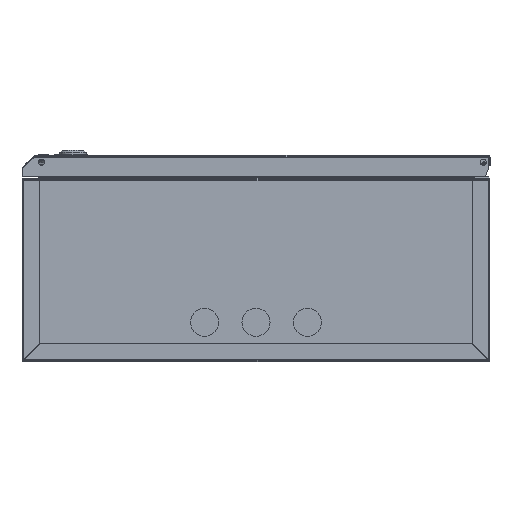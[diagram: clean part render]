
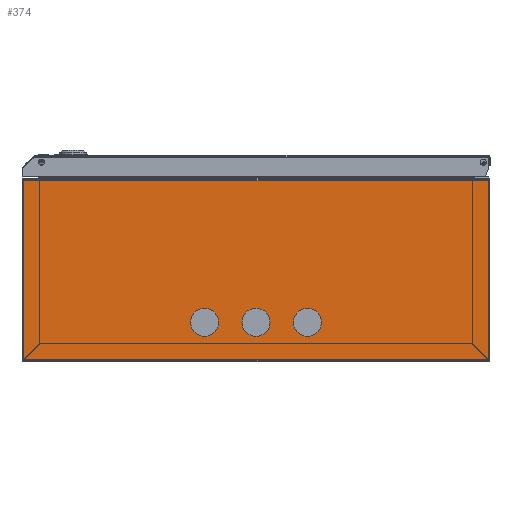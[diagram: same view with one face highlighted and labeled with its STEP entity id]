
A CAD part, front view. The second image highlights one B-rep face of the part: STEP entity #374.
In plain terms, the highlighted face is planar.
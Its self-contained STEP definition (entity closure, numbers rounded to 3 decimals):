
#72 = DIRECTION ( 'NONE',  ( -1., 0., 0. ) ) ;
#307 = DIRECTION ( 'NONE',  ( 0., 1., 0. ) ) ;
#374 = ADVANCED_FACE ( 'NONE', ( #19738, #3544, #2937, #8094 ), #22625, .T. ) ;
#446 = CARTESIAN_POINT ( 'NONE',  ( -163.453, 0., 221.938 ) ) ;
#779 = EDGE_CURVE ( 'NONE', #16146, #24601, #14512, .T. ) ;
#1090 = LINE ( 'NONE', #10668, #6885 ) ;
#1264 = ORIENTED_EDGE ( 'NONE', *, *, #11750, .F. ) ;
#1526 = DIRECTION ( 'NONE',  ( 1., 0., 0. ) ) ;
#1579 = CARTESIAN_POINT ( 'NONE',  ( -163.453, 0., 111.938 ) ) ;
#1666 = DIRECTION ( 'NONE',  ( 0., 0., 1. ) ) ;
#2216 = VECTOR ( 'NONE', #1666, 1000. ) ;
#2299 = CARTESIAN_POINT ( 'NONE',  ( -163.453, 0., 206.938 ) ) ;
#2937 = FACE_BOUND ( 'NONE', #8836, .T. ) ;
#2979 = AXIS2_PLACEMENT_3D ( 'NONE', #6822, #20468, #8757 ) ;
#3010 = CARTESIAN_POINT ( 'NONE',  ( -163.453, 0., 151.938 ) ) ;
#3462 = CARTESIAN_POINT ( 'NONE',  ( -203.453, 0., 414.938 ) ) ;
#3516 = DIRECTION ( 'NONE',  ( 0., 0., 1. ) ) ;
#3544 = FACE_BOUND ( 'NONE', #17757, .T. ) ;
#3957 = DIRECTION ( 'NONE',  ( 0., 0., 1. ) ) ;
#4117 = DIRECTION ( 'NONE',  ( 0., 0., 1. ) ) ;
#4148 = EDGE_CURVE ( 'NONE', #21653, #6832, #17048, .T. ) ;
#4481 = EDGE_CURVE ( 'NONE', #6832, #21653, #20032, .T. ) ;
#4751 = CARTESIAN_POINT ( 'NONE',  ( -163.453, 0., 166.938 ) ) ;
#4765 = LINE ( 'NONE', #3462, #13922 ) ;
#4845 = ORIENTED_EDGE ( 'NONE', *, *, #13014, .F. ) ;
#5382 = EDGE_CURVE ( 'NONE', #15248, #9393, #1090, .T. ) ;
#5700 = DIRECTION ( 'NONE',  ( 0., 1., 0. ) ) ;
#5873 = CARTESIAN_POINT ( 'NONE',  ( -163.453, 0., 126.938 ) ) ;
#6558 = AXIS2_PLACEMENT_3D ( 'NONE', #446, #307, #4117 ) ;
#6712 = DIRECTION ( 'NONE',  ( 0., 0., 1. ) ) ;
#6822 = CARTESIAN_POINT ( 'NONE',  ( -163.453, 0., 111.938 ) ) ;
#6832 = VERTEX_POINT ( 'NONE', #3010 ) ;
#6885 = VECTOR ( 'NONE', #24330, 1000. ) ;
#7719 = CIRCLE ( 'NONE', #10313, 15. ) ;
#7803 = CARTESIAN_POINT ( 'NONE',  ( -203.453, 0., -81.062 ) ) ;
#8094 = FACE_OUTER_BOUND ( 'NONE', #12013, .T. ) ;
#8303 = AXIS2_PLACEMENT_3D ( 'NONE', #22591, #10910, #24562 ) ;
#8485 = CARTESIAN_POINT ( 'NONE',  ( -11.753, 0., 414.938 ) ) ;
#8658 = VECTOR ( 'NONE', #72, 1000. ) ;
#8757 = DIRECTION ( 'NONE',  ( 0., 0., 1. ) ) ;
#8836 = EDGE_LOOP ( 'NONE', ( #1264, #4845 ) ) ;
#9393 = VERTEX_POINT ( 'NONE', #20526 ) ;
#10313 = AXIS2_PLACEMENT_3D ( 'NONE', #1579, #15211, #3516 ) ;
#10390 = EDGE_LOOP ( 'NONE', ( #24656, #21956 ) ) ;
#10505 = CARTESIAN_POINT ( 'NONE',  ( -163.453, 0., 181.938 ) ) ;
#10668 = CARTESIAN_POINT ( 'NONE',  ( -11.753, 0., 414.938 ) ) ;
#10910 = DIRECTION ( 'NONE',  ( 0., 1., 0. ) ) ;
#11040 = AXIS2_PLACEMENT_3D ( 'NONE', #4751, #18437, #6712 ) ;
#11068 = EDGE_CURVE ( 'NONE', #24601, #16146, #13907, .T. ) ;
#11288 = EDGE_CURVE ( 'NONE', #9393, #11581, #13884, .T. ) ;
#11323 = VERTEX_POINT ( 'NONE', #5873 ) ;
#11349 = ORIENTED_EDGE ( 'NONE', *, *, #11288, .T. ) ;
#11581 = VERTEX_POINT ( 'NONE', #22397 ) ;
#11750 = EDGE_CURVE ( 'NONE', #11323, #22538, #7719, .T. ) ;
#12013 = EDGE_LOOP ( 'NONE', ( #21936, #13895, #11349, #18664 ) ) ;
#13014 = EDGE_CURVE ( 'NONE', #22538, #11323, #25065, .T. ) ;
#13884 = LINE ( 'NONE', #7803, #8658 ) ;
#13895 = ORIENTED_EDGE ( 'NONE', *, *, #5382, .T. ) ;
#13907 = CIRCLE ( 'NONE', #8303, 15. ) ;
#13922 = VECTOR ( 'NONE', #1526, 1000. ) ;
#14272 = VERTEX_POINT ( 'NONE', #17124 ) ;
#14512 = CIRCLE ( 'NONE', #6558, 15. ) ;
#15211 = DIRECTION ( 'NONE',  ( 0., 1., 0. ) ) ;
#15248 = VERTEX_POINT ( 'NONE', #8485 ) ;
#16146 = VERTEX_POINT ( 'NONE', #20463 ) ;
#16722 = ORIENTED_EDGE ( 'NONE', *, *, #4481, .F. ) ;
#17048 = CIRCLE ( 'NONE', #11040, 15. ) ;
#17124 = CARTESIAN_POINT ( 'NONE',  ( -203.453, 0., 414.938 ) ) ;
#17406 = CARTESIAN_POINT ( 'NONE',  ( -163.453, 0., 166.938 ) ) ;
#17757 = EDGE_LOOP ( 'NONE', ( #21195, #16722 ) ) ;
#18437 = DIRECTION ( 'NONE',  ( 0., 1., 0. ) ) ;
#18664 = ORIENTED_EDGE ( 'NONE', *, *, #23717, .T. ) ;
#19343 = DIRECTION ( 'NONE',  ( 0., 0., 1. ) ) ;
#19738 = FACE_BOUND ( 'NONE', #10390, .T. ) ;
#20032 = CIRCLE ( 'NONE', #22331, 15. ) ;
#20258 = EDGE_CURVE ( 'NONE', #14272, #15248, #4765, .T. ) ;
#20463 = CARTESIAN_POINT ( 'NONE',  ( -163.453, 0., 236.938 ) ) ;
#20468 = DIRECTION ( 'NONE',  ( 0., 1., 0. ) ) ;
#20514 = LINE ( 'NONE', #25011, #2216 ) ;
#20526 = CARTESIAN_POINT ( 'NONE',  ( -11.753, 0., -81.062 ) ) ;
#21195 = ORIENTED_EDGE ( 'NONE', *, *, #4148, .F. ) ;
#21653 = VERTEX_POINT ( 'NONE', #10505 ) ;
#21936 = ORIENTED_EDGE ( 'NONE', *, *, #20258, .T. ) ;
#21956 = ORIENTED_EDGE ( 'NONE', *, *, #11068, .F. ) ;
#22331 = AXIS2_PLACEMENT_3D ( 'NONE', #17406, #5700, #19343 ) ;
#22397 = CARTESIAN_POINT ( 'NONE',  ( -203.453, 0., -81.062 ) ) ;
#22538 = VERTEX_POINT ( 'NONE', #22865 ) ;
#22591 = CARTESIAN_POINT ( 'NONE',  ( -163.453, 0., 221.938 ) ) ;
#22625 = PLANE ( 'NONE',  #24556 ) ;
#22865 = CARTESIAN_POINT ( 'NONE',  ( -163.453, 0., 96.938 ) ) ;
#23256 = DIRECTION ( 'NONE',  ( 0., 1., 0. ) ) ;
#23616 = CARTESIAN_POINT ( 'NONE',  ( -203.453, 0., 414.938 ) ) ;
#23717 = EDGE_CURVE ( 'NONE', #11581, #14272, #20514, .T. ) ;
#24330 = DIRECTION ( 'NONE',  ( 0., 0., -1. ) ) ;
#24556 = AXIS2_PLACEMENT_3D ( 'NONE', #23616, #23256, #3957 ) ;
#24562 = DIRECTION ( 'NONE',  ( 0., 0., 1. ) ) ;
#24601 = VERTEX_POINT ( 'NONE', #2299 ) ;
#24656 = ORIENTED_EDGE ( 'NONE', *, *, #779, .F. ) ;
#25011 = CARTESIAN_POINT ( 'NONE',  ( -203.453, 0., -81.062 ) ) ;
#25065 = CIRCLE ( 'NONE', #2979, 15. ) ;
